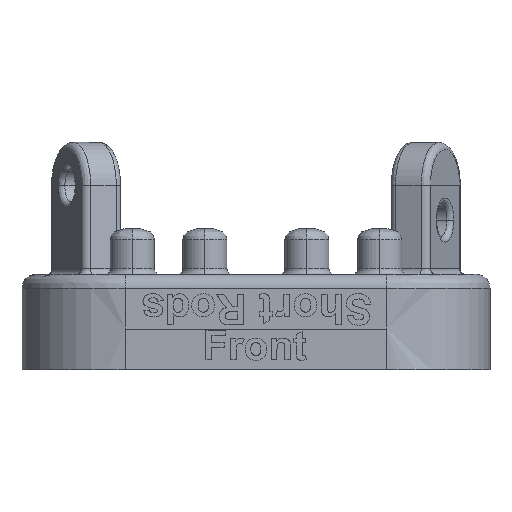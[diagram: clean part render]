
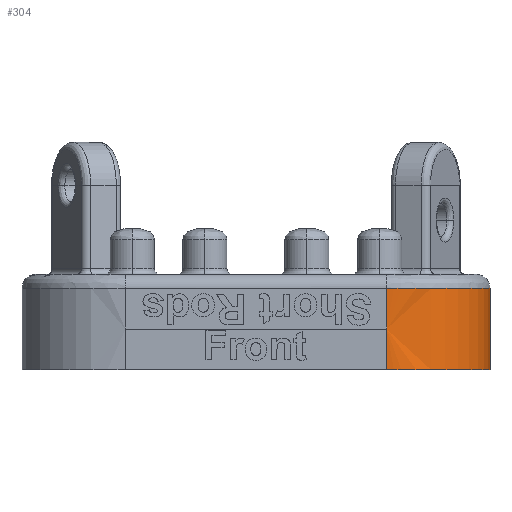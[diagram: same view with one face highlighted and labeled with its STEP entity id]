
A CAD part, left-side view. The second image highlights one B-rep face of the part: STEP entity #304.
In plain terms, the highlighted free-form (B-spline) face has degree [2, 1] with [3, 2] control points.
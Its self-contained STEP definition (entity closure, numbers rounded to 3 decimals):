
#304=ADVANCED_FACE('',(#889),#7576,.T.);
#889=FACE_OUTER_BOUND('',#1457,.T.);
#1457=EDGE_LOOP('',(#3096,#3097,#3098,#3099,#3100));
#3096=ORIENTED_EDGE('',*,*,#4931,.T.);
#3097=ORIENTED_EDGE('',*,*,#5218,.F.);
#3098=ORIENTED_EDGE('',*,*,#4803,.F.);
#3099=ORIENTED_EDGE('',*,*,#4830,.F.);
#3100=ORIENTED_EDGE('',*,*,#4299,.T.);
#4299=EDGE_CURVE('',#6694,#6695,#6190,.T.);
#4803=EDGE_CURVE('',#6853,#6797,#6228,.T.);
#4830=EDGE_CURVE('',#6694,#6853,#6255,.T.);
#4931=EDGE_CURVE('',#6695,#6852,#6285,.T.);
#5218=EDGE_CURVE('',#6797,#6852,#6501,.T.);
#6190=(
BOUNDED_CURVE()
B_SPLINE_CURVE(1,(#16644,#16645),.UNSPECIFIED.,.F.,.F.)
B_SPLINE_CURVE_WITH_KNOTS((2,2),(2.,13.571),.UNSPECIFIED.)
CURVE()
GEOMETRIC_REPRESENTATION_ITEM()
RATIONAL_B_SPLINE_CURVE((1.,1.))
REPRESENTATION_ITEM('')
);
#6228=(
BOUNDED_CURVE()
B_SPLINE_CURVE(1,(#18942,#18943),.UNSPECIFIED.,.F.,.F.)
B_SPLINE_CURVE_WITH_KNOTS((2,2),(-13.571,-7.785),
 .UNSPECIFIED.)
CURVE()
GEOMETRIC_REPRESENTATION_ITEM()
RATIONAL_B_SPLINE_CURVE((1.,1.))
REPRESENTATION_ITEM('')
);
#6255=(
BOUNDED_CURVE()
B_SPLINE_CURVE(2,(#19116,#19117,#19118),.UNSPECIFIED.,.F.,.F.)
B_SPLINE_CURVE_WITH_KNOTS((3,3),(-241.395,-218.228),
 .UNSPECIFIED.)
CURVE()
GEOMETRIC_REPRESENTATION_ITEM()
RATIONAL_B_SPLINE_CURVE((1.,0.707,1.))
REPRESENTATION_ITEM('')
);
#6285=(
BOUNDED_CURVE()
B_SPLINE_CURVE(2,(#19878,#19879,#19880),.UNSPECIFIED.,.F.,.F.)
B_SPLINE_CURVE_WITH_KNOTS((3,3),(0.,20.025),.UNSPECIFIED.)
CURVE()
GEOMETRIC_REPRESENTATION_ITEM()
RATIONAL_B_SPLINE_CURVE((1.,0.707,1.))
REPRESENTATION_ITEM('')
);
#6501=(
BOUNDED_CURVE()
B_SPLINE_CURVE(1,(#21363,#21364),.UNSPECIFIED.,.F.,.F.)
B_SPLINE_CURVE_WITH_KNOTS((2,2),(-7.785,-2.),.UNSPECIFIED.)
CURVE()
GEOMETRIC_REPRESENTATION_ITEM()
RATIONAL_B_SPLINE_CURVE((1.,1.))
REPRESENTATION_ITEM('')
);
#6694=VERTEX_POINT('',#15237);
#6695=VERTEX_POINT('',#15238);
#6797=VERTEX_POINT('',#15340);
#6852=VERTEX_POINT('',#15395);
#6853=VERTEX_POINT('',#15396);
#7576=(
BOUNDED_SURFACE()
B_SPLINE_SURFACE(2,1,((#8643,#8644),(#8645,#8646),(#8647,#8648)),
 .UNSPECIFIED.,.F.,.F.,.F.)
B_SPLINE_SURFACE_WITH_KNOTS((3,3),(2,2),(-241.395,-218.228),
(0.,13.571),.UNSPECIFIED.)
GEOMETRIC_REPRESENTATION_ITEM()
RATIONAL_B_SPLINE_SURFACE(((1.,1.),(0.707,0.707),
(1.,1.)))
REPRESENTATION_ITEM('')
SURFACE()
);
#8643=CARTESIAN_POINT('',(76.41,-15.958,14.482));
#8644=CARTESIAN_POINT('',(76.41,-15.958,0.912));
#8645=CARTESIAN_POINT('',(61.661,-15.958,14.482));
#8646=CARTESIAN_POINT('',(61.661,-15.958,0.912));
#8647=CARTESIAN_POINT('',(61.661,-1.209,14.482));
#8648=CARTESIAN_POINT('',(61.661,-1.209,0.912));
#15237=CARTESIAN_POINT('',(76.41,-15.958,0.912));
#15238=CARTESIAN_POINT('',(76.41,-15.958,12.482));
#15340=CARTESIAN_POINT('',(61.661,-1.209,6.697));
#15395=CARTESIAN_POINT('',(61.661,-1.209,12.482));
#15396=CARTESIAN_POINT('',(61.661,-1.209,0.912));
#16644=CARTESIAN_POINT('',(76.41,-15.958,0.912));
#16645=CARTESIAN_POINT('',(76.41,-15.958,12.482));
#18942=CARTESIAN_POINT('',(61.661,-1.209,0.912));
#18943=CARTESIAN_POINT('',(61.661,-1.209,6.697));
#19116=CARTESIAN_POINT('',(76.41,-15.958,0.912));
#19117=CARTESIAN_POINT('',(61.661,-15.958,0.912));
#19118=CARTESIAN_POINT('',(61.661,-1.209,0.912));
#19878=CARTESIAN_POINT('',(76.41,-15.958,12.482));
#19879=CARTESIAN_POINT('',(61.661,-15.958,12.482));
#19880=CARTESIAN_POINT('',(61.661,-1.209,12.482));
#21363=CARTESIAN_POINT('',(61.661,-1.209,6.697));
#21364=CARTESIAN_POINT('',(61.661,-1.209,12.482));
